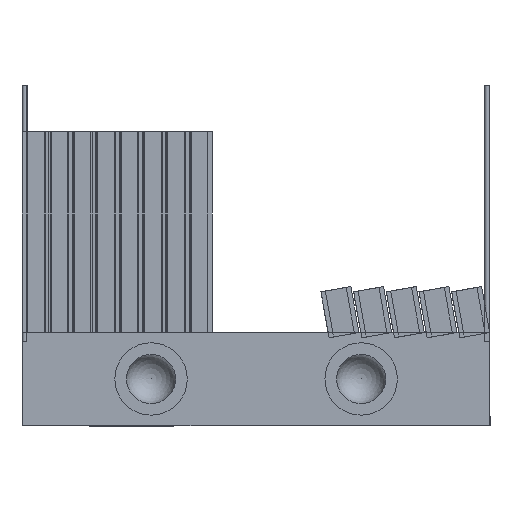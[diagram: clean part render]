
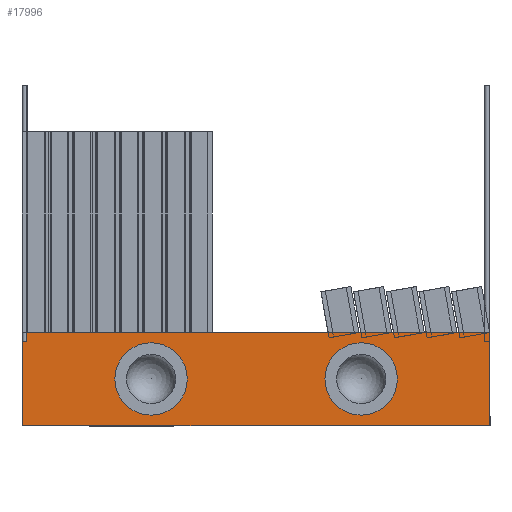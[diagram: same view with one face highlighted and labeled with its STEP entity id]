
A CAD part, left-side view. The second image highlights one B-rep face of the part: STEP entity #17996.
In plain terms, the highlighted planar face has unit normal (-1, 0, 0).
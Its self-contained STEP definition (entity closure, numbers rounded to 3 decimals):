
#256=FACE_BOUND('',#7168,.T.);
#257=FACE_BOUND('',#7169,.T.);
#831=PLANE('',#19053);
#2083=LINE('',#33980,#4198);
#2084=LINE('',#33982,#4199);
#2085=LINE('',#33984,#4200);
#2086=LINE('',#33985,#4201);
#4198=VECTOR('',#21146,10.);
#4199=VECTOR('',#21147,10.);
#4200=VECTOR('',#21148,10.);
#4201=VECTOR('',#21149,10.);
#6110=FACE_OUTER_BOUND('',#7167,.T.);
#7167=EDGE_LOOP('',(#14204,#14205,#14206,#14207));
#7168=EDGE_LOOP('',(#14208));
#7169=EDGE_LOOP('',(#14209));
#7936=CIRCLE('',#18981,7.75);
#7941=CIRCLE('',#18990,7.75);
#8634=VERTEX_POINT('',#33831);
#8639=VERTEX_POINT('',#33847);
#8680=VERTEX_POINT('',#33978);
#8681=VERTEX_POINT('',#33979);
#8682=VERTEX_POINT('',#33981);
#8683=VERTEX_POINT('',#33983);
#10610=EDGE_CURVE('',#8634,#8634,#7936,.T.);
#10617=EDGE_CURVE('',#8639,#8639,#7941,.T.);
#10676=EDGE_CURVE('',#8680,#8681,#2083,.T.);
#10677=EDGE_CURVE('',#8681,#8682,#2084,.T.);
#10678=EDGE_CURVE('',#8683,#8682,#2085,.T.);
#10679=EDGE_CURVE('',#8680,#8683,#2086,.T.);
#14204=ORIENTED_EDGE('',*,*,#10676,.T.);
#14205=ORIENTED_EDGE('',*,*,#10677,.T.);
#14206=ORIENTED_EDGE('',*,*,#10678,.F.);
#14207=ORIENTED_EDGE('',*,*,#10679,.F.);
#14208=ORIENTED_EDGE('',*,*,#10610,.T.);
#14209=ORIENTED_EDGE('',*,*,#10617,.T.);
#17996=ADVANCED_FACE('',(#6110,#256,#257),#831,.T.);
#18981=AXIS2_PLACEMENT_3D('',#33832,#20972,#20973);
#18990=AXIS2_PLACEMENT_3D('',#33848,#20992,#20993);
#19053=AXIS2_PLACEMENT_3D('',#33977,#21144,#21145);
#20972=DIRECTION('center_axis',(1.,0.,0.));
#20973=DIRECTION('ref_axis',(0.,0.,1.));
#20992=DIRECTION('center_axis',(1.,0.,0.));
#20993=DIRECTION('ref_axis',(0.,0.,1.));
#21144=DIRECTION('center_axis',(-1.,0.,0.));
#21145=DIRECTION('ref_axis',(0.,1.,0.));
#21146=DIRECTION('',(0.,1.,0.));
#21147=DIRECTION('',(0.,0.,-1.));
#21148=DIRECTION('',(0.,1.,0.));
#21149=DIRECTION('',(0.,0.,-1.));
#33831=CARTESIAN_POINT('',(0.,27.5,2.25));
#33832=CARTESIAN_POINT('Origin',(0.,27.5,10.));
#33847=CARTESIAN_POINT('',(0.,72.5,2.25));
#33848=CARTESIAN_POINT('Origin',(0.,72.5,10.));
#33977=CARTESIAN_POINT('Origin',(0.,0.,20.));
#33978=CARTESIAN_POINT('',(0.,0.,20.));
#33979=CARTESIAN_POINT('',(0.,100.,20.));
#33980=CARTESIAN_POINT('',(0.,0.,20.));
#33981=CARTESIAN_POINT('',(0.,100.,0.));
#33982=CARTESIAN_POINT('',(0.,100.,20.));
#33983=CARTESIAN_POINT('',(0.,0.,0.));
#33984=CARTESIAN_POINT('',(0.,0.,0.));
#33985=CARTESIAN_POINT('',(0.,0.,20.));
